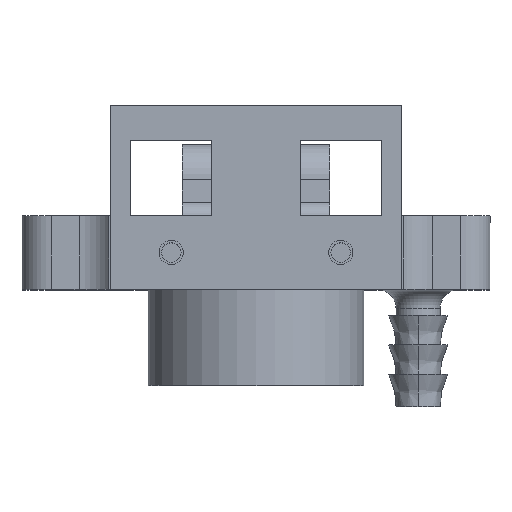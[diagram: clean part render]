
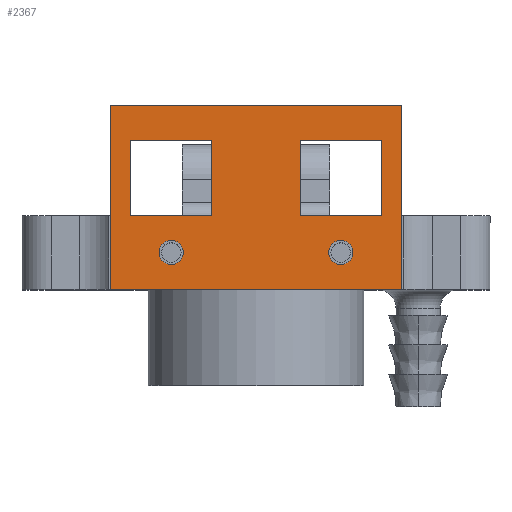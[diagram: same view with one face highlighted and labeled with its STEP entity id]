
A CAD part, top view. The second image highlights one B-rep face of the part: STEP entity #2367.
In plain terms, the highlighted planar face has unit normal (0, 0, 1).
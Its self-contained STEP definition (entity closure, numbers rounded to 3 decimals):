
#65=FACE_BOUND('',#554,.T.);
#66=FACE_BOUND('',#555,.T.);
#67=FACE_BOUND('',#556,.T.);
#68=FACE_BOUND('',#557,.T.);
#233=CIRCLE('',#2618,1.65);
#234=CIRCLE('',#2619,1.65);
#237=CIRCLE('',#2623,1.65);
#238=CIRCLE('',#2624,1.65);
#384=FACE_OUTER_BOUND('',#553,.T.);
#553=EDGE_LOOP('',(#2107,#2108,#2109,#2110));
#554=EDGE_LOOP('',(#2111,#2112));
#555=EDGE_LOOP('',(#2113,#2114));
#556=EDGE_LOOP('',(#2115,#2116,#2117,#2118));
#557=EDGE_LOOP('',(#2119,#2120,#2121,#2122));
#731=LINE('',#4423,#927);
#736=LINE('',#4432,#932);
#741=LINE('',#4442,#937);
#742=LINE('',#4444,#938);
#743=LINE('',#4447,#939);
#744=LINE('',#4449,#940);
#745=LINE('',#4451,#941);
#746=LINE('',#4452,#942);
#747=LINE('',#4455,#943);
#748=LINE('',#4457,#944);
#749=LINE('',#4459,#945);
#750=LINE('',#4460,#946);
#927=VECTOR('',#3274,10.);
#932=VECTOR('',#3281,1000.);
#937=VECTOR('',#3290,10.);
#938=VECTOR('',#3293,1000.);
#939=VECTOR('',#3294,1000.);
#940=VECTOR('',#3295,1000.);
#941=VECTOR('',#3296,1000.);
#942=VECTOR('',#3297,10.);
#943=VECTOR('',#3298,1000.);
#944=VECTOR('',#3299,1000.);
#945=VECTOR('',#3300,10.);
#946=VECTOR('',#3301,1000.);
#1145=VERTEX_POINT('',#4397);
#1146=VERTEX_POINT('',#4398);
#1149=VERTEX_POINT('',#4407);
#1150=VERTEX_POINT('',#4408);
#1155=VERTEX_POINT('',#4420);
#1156=VERTEX_POINT('',#4422);
#1159=VERTEX_POINT('',#4430);
#1162=VERTEX_POINT('',#4440);
#1163=VERTEX_POINT('',#4445);
#1164=VERTEX_POINT('',#4446);
#1165=VERTEX_POINT('',#4448);
#1166=VERTEX_POINT('',#4450);
#1167=VERTEX_POINT('',#4453);
#1168=VERTEX_POINT('',#4454);
#1169=VERTEX_POINT('',#4456);
#1170=VERTEX_POINT('',#4458);
#1462=EDGE_CURVE('',#1145,#1146,#233,.T.);
#1463=EDGE_CURVE('',#1146,#1145,#234,.T.);
#1467=EDGE_CURVE('',#1149,#1150,#237,.T.);
#1468=EDGE_CURVE('',#1150,#1149,#238,.T.);
#1474=EDGE_CURVE('',#1156,#1155,#731,.T.);
#1479=EDGE_CURVE('',#1155,#1159,#736,.T.);
#1484=EDGE_CURVE('',#1159,#1162,#741,.T.);
#1485=EDGE_CURVE('',#1162,#1156,#742,.T.);
#1486=EDGE_CURVE('',#1163,#1164,#743,.T.);
#1487=EDGE_CURVE('',#1165,#1163,#744,.T.);
#1488=EDGE_CURVE('',#1166,#1165,#745,.T.);
#1489=EDGE_CURVE('',#1164,#1166,#746,.T.);
#1490=EDGE_CURVE('',#1167,#1168,#747,.T.);
#1491=EDGE_CURVE('',#1169,#1167,#748,.T.);
#1492=EDGE_CURVE('',#1170,#1169,#749,.T.);
#1493=EDGE_CURVE('',#1168,#1170,#750,.T.);
#2107=ORIENTED_EDGE('',*,*,#1474,.T.);
#2108=ORIENTED_EDGE('',*,*,#1479,.T.);
#2109=ORIENTED_EDGE('',*,*,#1484,.T.);
#2110=ORIENTED_EDGE('',*,*,#1485,.T.);
#2111=ORIENTED_EDGE('',*,*,#1462,.T.);
#2112=ORIENTED_EDGE('',*,*,#1463,.T.);
#2113=ORIENTED_EDGE('',*,*,#1467,.T.);
#2114=ORIENTED_EDGE('',*,*,#1468,.T.);
#2115=ORIENTED_EDGE('',*,*,#1486,.F.);
#2116=ORIENTED_EDGE('',*,*,#1487,.F.);
#2117=ORIENTED_EDGE('',*,*,#1488,.F.);
#2118=ORIENTED_EDGE('',*,*,#1489,.F.);
#2119=ORIENTED_EDGE('',*,*,#1490,.F.);
#2120=ORIENTED_EDGE('',*,*,#1491,.F.);
#2121=ORIENTED_EDGE('',*,*,#1492,.F.);
#2122=ORIENTED_EDGE('',*,*,#1493,.F.);
#2235=PLANE('',#2631);
#2367=ADVANCED_FACE('',(#384,#65,#66,#67,#68),#2235,.T.);
#2618=AXIS2_PLACEMENT_3D('',#4399,#3250,#3251);
#2619=AXIS2_PLACEMENT_3D('',#4400,#3252,#3253);
#2623=AXIS2_PLACEMENT_3D('',#4409,#3261,#3262);
#2624=AXIS2_PLACEMENT_3D('',#4410,#3263,#3264);
#2631=AXIS2_PLACEMENT_3D('',#4443,#3291,#3292);
#3250=DIRECTION('center_axis',(0.,0.,
-1.));
#3251=DIRECTION('ref_axis',(0.,-1.,0.));
#3252=DIRECTION('center_axis',(0.,0.,
-1.));
#3253=DIRECTION('ref_axis',(0.,-1.,0.));
#3261=DIRECTION('center_axis',(0.,0.,
-1.));
#3262=DIRECTION('ref_axis',(0.,-1.,0.));
#3263=DIRECTION('center_axis',(0.,0.,
-1.));
#3264=DIRECTION('ref_axis',(0.,-1.,0.));
#3274=DIRECTION('',(1.,0.,0.));
#3281=DIRECTION('',(0.,1.,0.));
#3290=DIRECTION('',(-1.,0.,0.));
#3291=DIRECTION('center_axis',(0.,0.,
1.));
#3292=DIRECTION('ref_axis',(-1.,0.,0.));
#3293=DIRECTION('',(0.,-1.,0.));
#3294=DIRECTION('',(1.,0.,0.));
#3295=DIRECTION('',(0.,-1.,0.));
#3296=DIRECTION('',(-1.,0.,0.));
#3297=DIRECTION('',(0.,1.,0.));
#3298=DIRECTION('',(0.,-1.,0.));
#3299=DIRECTION('',(-1.,0.,0.));
#3300=DIRECTION('',(0.,1.,0.));
#3301=DIRECTION('',(1.,0.,0.));
#4397=CARTESIAN_POINT('',(8.,-13.15,33.75));
#4398=CARTESIAN_POINT('',(8.,-9.85,33.75));
#4399=CARTESIAN_POINT('Origin',(8.,-11.5,33.75));
#4400=CARTESIAN_POINT('Origin',(8.,-11.5,33.75));
#4407=CARTESIAN_POINT('',(8.,9.85,33.75));
#4408=CARTESIAN_POINT('',(8.,13.15,33.75));
#4409=CARTESIAN_POINT('Origin',(8.,11.5,33.75));
#4410=CARTESIAN_POINT('Origin',(8.,11.5,33.75));
#4420=CARTESIAN_POINT('',(28.,-19.8,33.75));
#4422=CARTESIAN_POINT('',(3.,-19.8,33.75));
#4423=CARTESIAN_POINT('',(20.5,-19.8,33.75));
#4430=CARTESIAN_POINT('',(28.,19.8,33.75));
#4432=CARTESIAN_POINT('',(28.,-20.,33.75));
#4440=CARTESIAN_POINT('',(3.,19.8,33.75));
#4442=CARTESIAN_POINT('',(20.5,19.8,33.75));
#4443=CARTESIAN_POINT('Origin',(13.,0.,33.75));
#4444=CARTESIAN_POINT('',(3.,-20.,33.75));
#4445=CARTESIAN_POINT('',(13.,-17.,33.75));
#4446=CARTESIAN_POINT('',(23.2,-17.,33.75));
#4447=CARTESIAN_POINT('',(13.,-17.,33.75));
#4448=CARTESIAN_POINT('',(13.,-6.,33.75));
#4449=CARTESIAN_POINT('',(13.,-17.,33.75));
#4450=CARTESIAN_POINT('',(23.2,-6.,33.75));
#4451=CARTESIAN_POINT('',(13.,-6.,33.75));
#4452=CARTESIAN_POINT('',(23.2,-8.5,33.75));
#4453=CARTESIAN_POINT('',(13.,17.,33.75));
#4454=CARTESIAN_POINT('',(13.,6.,33.75));
#4455=CARTESIAN_POINT('',(13.,17.,33.75));
#4456=CARTESIAN_POINT('',(23.2,17.,33.75));
#4457=CARTESIAN_POINT('',(13.,17.,33.75));
#4458=CARTESIAN_POINT('',(23.2,6.,33.75));
#4459=CARTESIAN_POINT('',(23.2,8.5,33.75));
#4460=CARTESIAN_POINT('',(13.,6.,33.75));
